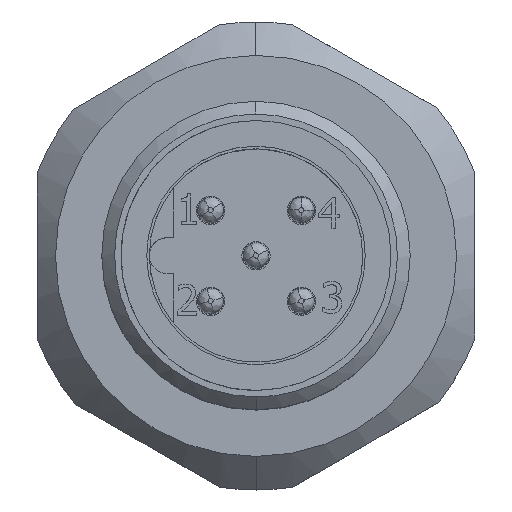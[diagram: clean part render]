
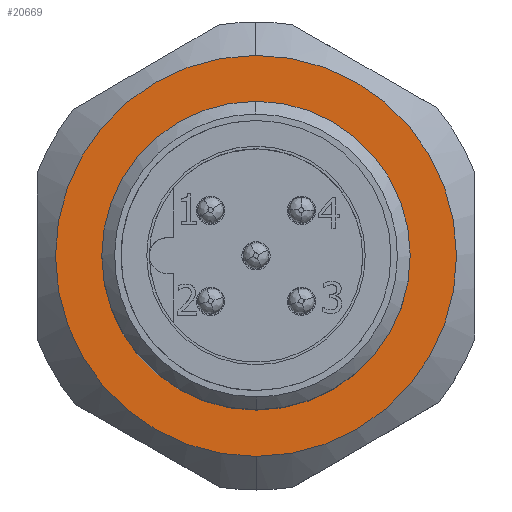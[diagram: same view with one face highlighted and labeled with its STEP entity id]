
A CAD part, top view. The second image highlights one B-rep face of the part: STEP entity #20669.
In plain terms, the highlighted planar face has unit normal (0, 0, 1).
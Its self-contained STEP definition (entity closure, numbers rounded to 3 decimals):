
#20615=AXIS2_PLACEMENT_3D('Circle Axis2P3D',#20613,#20614,$) ;
#20632=AXIS2_PLACEMENT_3D('Circle Axis2P3D',#20630,#20631,$) ;
#20645=AXIS2_PLACEMENT_3D('Plane Axis2P3D',#20642,#20643,#20644) ;
#20649=AXIS2_PLACEMENT_3D('Circle Axis2P3D',#20647,#20648,$) ;
#20658=AXIS2_PLACEMENT_3D('Circle Axis2P3D',#20656,#20657,$) ;
#20603=CARTESIAN_POINT('Vertex',(8.494,15.1,13.3)) ;
#20610=CARTESIAN_POINT('Vertex',(8.521,3.1,13.3)) ;
#20613=CARTESIAN_POINT('Axis2P3D Location',(8.507,9.1,13.3)) ;
#20630=CARTESIAN_POINT('Axis2P3D Location',(8.507,9.1,13.3)) ;
#20642=CARTESIAN_POINT('Axis2P3D Location',(8.524,1.55,13.3)) ;
#20647=CARTESIAN_POINT('Axis2P3D Location',(8.507,9.1,13.3)) ;
#20651=CARTESIAN_POINT('Vertex',(8.49,16.9,13.3)) ;
#20653=CARTESIAN_POINT('Vertex',(8.525,1.3,13.3)) ;
#20656=CARTESIAN_POINT('Axis2P3D Location',(8.507,9.1,13.3)) ;
#20614=DIRECTION('Axis2P3D Direction',(0.,0.,1.)) ;
#20631=DIRECTION('Axis2P3D Direction',(0.,0.,1.)) ;
#20643=DIRECTION('Axis2P3D Direction',(0.,0.,1.)) ;
#20644=DIRECTION('Axis2P3D XDirection',(-1.,-0.002,0.)) ;
#20648=DIRECTION('Axis2P3D Direction',(0.,0.,1.)) ;
#20657=DIRECTION('Axis2P3D Direction',(0.,0.,1.)) ;
#20662=ORIENTED_EDGE('',*,*,#20655,.T.) ;
#20663=ORIENTED_EDGE('',*,*,#20660,.T.) ;
#20666=ORIENTED_EDGE('',*,*,#20634,.F.) ;
#20667=ORIENTED_EDGE('',*,*,#20617,.F.) ;
#20668=FACE_BOUND('',#20665,.T.) ;
#20669=ADVANCED_FACE('V3',(#20664,#20668),#20646,.T.) ;
#20616=CIRCLE('generated circle',#20615,6.) ;
#20633=CIRCLE('generated circle',#20632,6.) ;
#20650=CIRCLE('generated circle',#20649,7.8) ;
#20659=CIRCLE('generated circle',#20658,7.8) ;
#20617=EDGE_CURVE('',#20611,#20604,#20616,.T.) ;
#20634=EDGE_CURVE('',#20604,#20611,#20633,.T.) ;
#20655=EDGE_CURVE('',#20652,#20654,#20650,.T.) ;
#20660=EDGE_CURVE('',#20654,#20652,#20659,.T.) ;
#20661=EDGE_LOOP('',(#20662,#20663)) ;
#20665=EDGE_LOOP('',(#20666,#20667)) ;
#20664=FACE_OUTER_BOUND('',#20661,.T.) ;
#20646=PLANE('',#20645) ;
#20604=VERTEX_POINT('',#20603) ;
#20611=VERTEX_POINT('',#20610) ;
#20652=VERTEX_POINT('',#20651) ;
#20654=VERTEX_POINT('',#20653) ;
